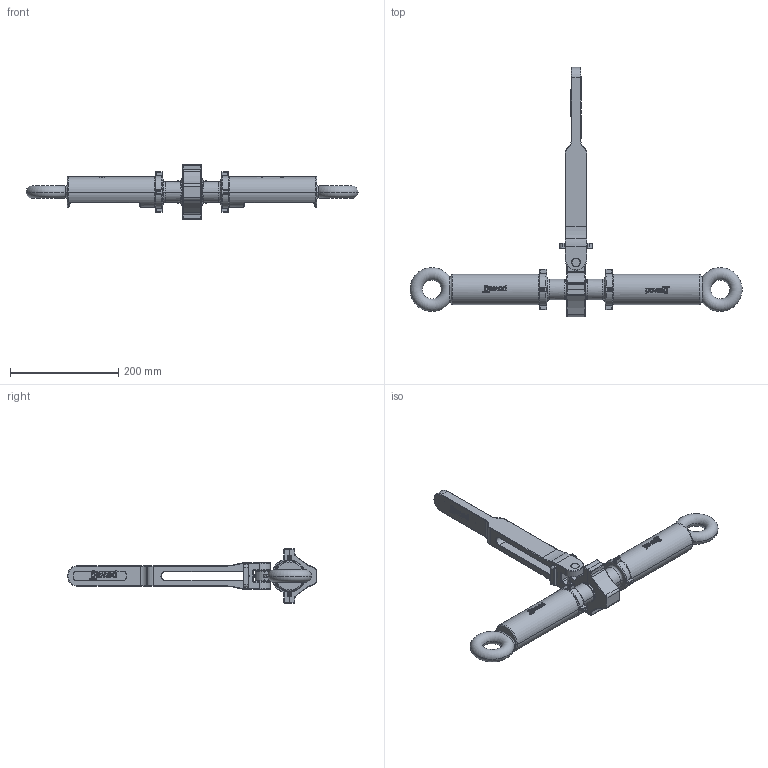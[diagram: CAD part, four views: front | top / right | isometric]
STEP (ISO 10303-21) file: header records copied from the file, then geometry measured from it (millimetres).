
FILE_DESCRIPTION(/* description */ (''),/* implementation_level */ '2;1');
FILE_NAME(/* name */ 'RSKWP 13_customer model.stp',/* time_stamp */ '2022-06-29T18:09:30+02:00',/* author */ (''),/* organization */ (''),/* preprocessor_version */ 'ST-DEVELOPER v16',/* originating_system */ 'SIEMENS PLM Software NX 11.0',/* authorisation */ '');
FILE_SCHEMA (('AUTOMOTIVE_DESIGN { 1 0 10303 214 3 1 1 1 }'));
Products named in the file (1): baf41402AD18eq5
Bounding box: 613.7 x 460.66 x 100 mm (x, y, z)
Volume: 1538706.4 mm3; surface area: 297512.6 mm2
Topology: 9 solids, 18 shells, 1642 faces, 4174 edges, 2514 vertices
Faces by surface type: plane 487, extrusion 405, cylinder 320, bspline 188, torus 171, sphere 48, cone 23
Full cylindrical faces by diameter (mm): 3.3 x1, 4 x1, 5 x1, 5.8 x1, 6 x3, 6.2 x1, 14 x2, 15.5 x1, 16 x3, 32 x2, 34 x3
Entity records: 60319 total; most frequent: CARTESIAN_POINT 24271, ORIENTED_EDGE 7992, DIRECTION 6173, EDGE_CURVE 3996, VERTEX_POINT 2487, VECTOR 2061, AXIS2_PLACEMENT_3D 2056, EDGE_LOOP 1794
